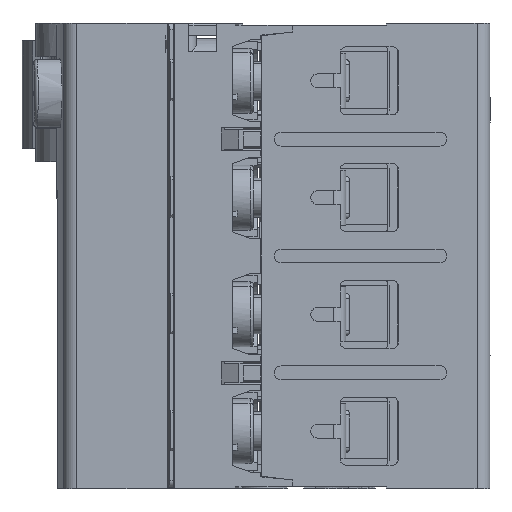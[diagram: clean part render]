
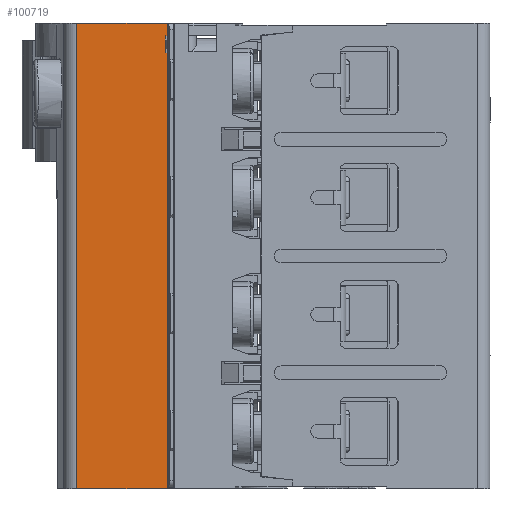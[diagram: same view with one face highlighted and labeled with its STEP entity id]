
A CAD part, left-side view. The second image highlights one B-rep face of the part: STEP entity #100719.
In plain terms, the highlighted planar face has unit normal (-1, 0, 0).
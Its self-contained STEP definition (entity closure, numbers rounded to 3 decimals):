
#4956 = VECTOR ( 'NONE', #40844, 1000. ) ;
#6259 = ORIENTED_EDGE ( 'NONE', *, *, #57796, .F. ) ;
#8680 = VECTOR ( 'NONE', #91639, 1000. ) ;
#11269 = VERTEX_POINT ( 'NONE', #103737 ) ;
#11417 = VERTEX_POINT ( 'NONE', #97921 ) ;
#12003 = LINE ( 'NONE', #97969, #55498 ) ;
#12857 = CARTESIAN_POINT ( 'NONE',  ( -31., -11.758, -35.85 ) ) ;
#13183 = CARTESIAN_POINT ( 'NONE',  ( -31., -11.6, -35.85 ) ) ;
#23355 = FACE_OUTER_BOUND ( 'NONE', #85952, .T. ) ;
#30680 = EDGE_CURVE ( 'NONE', #108340, #55420, #12003, .T. ) ;
#31625 = CARTESIAN_POINT ( 'NONE',  ( -31., -11.6, 35.85 ) ) ;
#34715 = ORIENTED_EDGE ( 'NONE', *, *, #30680, .T. ) ;
#40844 = DIRECTION ( 'NONE',  ( 0., 1., 0. ) ) ;
#49100 = DIRECTION ( 'NONE',  ( 0., 0., 1. ) ) ;
#49292 = EDGE_CURVE ( 'NONE', #11269, #55420, #108931, .T. ) ;
#49297 = EDGE_CURVE ( 'NONE', #108340, #11417, #100287, .T. ) ;
#55420 = VERTEX_POINT ( 'NONE', #114032 ) ;
#55498 = VECTOR ( 'NONE', #63370, 1000. ) ;
#55918 = VECTOR ( 'NONE', #49100, 1000. ) ;
#57796 = EDGE_CURVE ( 'NONE', #11417, #11269, #65299, .T. ) ;
#57861 = AXIS2_PLACEMENT_3D ( 'NONE', #75241, #66607, #93121 ) ;
#58528 = PLANE ( 'NONE',  #57861 ) ;
#63370 = DIRECTION ( 'NONE',  ( 0., 0., 1. ) ) ;
#63595 = ORIENTED_EDGE ( 'NONE', *, *, #49292, .F. ) ;
#65299 = LINE ( 'NONE', #65872, #55918 ) ;
#65872 = CARTESIAN_POINT ( 'NONE',  ( -31., 2.204, -26.191 ) ) ;
#66607 = DIRECTION ( 'NONE',  ( 1., 0., 0. ) ) ;
#75241 = CARTESIAN_POINT ( 'NONE',  ( -31., -11.5, 0. ) ) ;
#76461 = ORIENTED_EDGE ( 'NONE', *, *, #49297, .F. ) ;
#85952 = EDGE_LOOP ( 'NONE', ( #63595, #6259, #76461, #34715 ) ) ;
#91639 = DIRECTION ( 'NONE',  ( 0., -1., 0. ) ) ;
#93121 = DIRECTION ( 'NONE',  ( 0., 0., -1. ) ) ;
#97921 = CARTESIAN_POINT ( 'NONE',  ( -31., 2.204, -35.85 ) ) ;
#97969 = CARTESIAN_POINT ( 'NONE',  ( -31., -11.758, 0. ) ) ;
#100287 = LINE ( 'NONE', #13183, #4956 ) ;
#100719 = ADVANCED_FACE ( 'NONE', ( #23355 ), #58528, .F. ) ;
#103737 = CARTESIAN_POINT ( 'NONE',  ( -31., 2.204, 35.85 ) ) ;
#108340 = VERTEX_POINT ( 'NONE', #12857 ) ;
#108931 = LINE ( 'NONE', #31625, #8680 ) ;
#114032 = CARTESIAN_POINT ( 'NONE',  ( -31., -11.758, 35.85 ) ) ;
